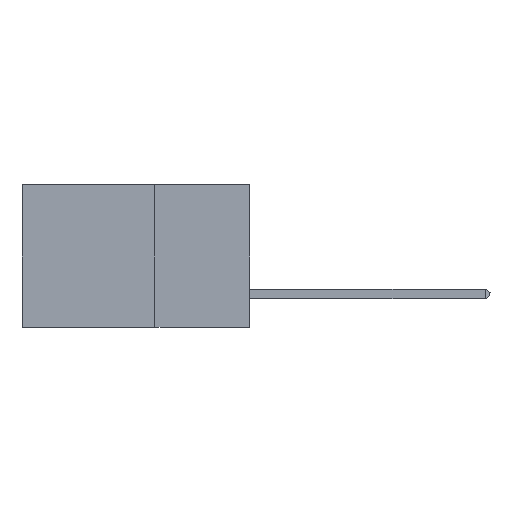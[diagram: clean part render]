
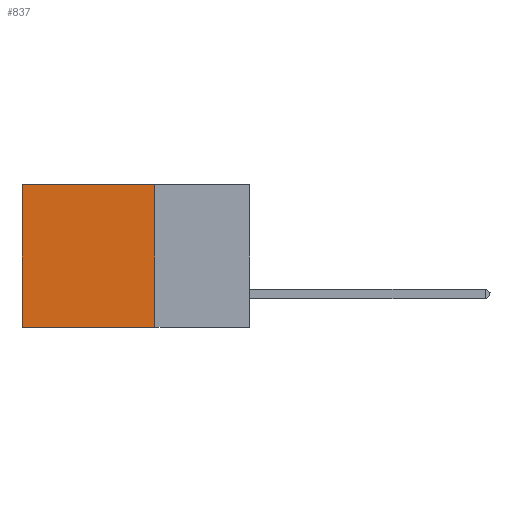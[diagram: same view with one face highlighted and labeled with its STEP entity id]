
A CAD part, left-side view. The second image highlights one B-rep face of the part: STEP entity #837.
In plain terms, the highlighted planar face has unit normal (-1, 0, 0).
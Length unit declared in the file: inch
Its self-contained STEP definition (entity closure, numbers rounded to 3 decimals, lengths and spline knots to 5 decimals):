
#96 = DIRECTION ( 'NONE',  ( 0., 0., -1. ) ) ;
#419 = VECTOR ( 'NONE', #11094, 39.37008 ) ;
#815 = CARTESIAN_POINT ( 'NONE',  ( 0.2875, 0.25, -0.375 ) ) ;
#837 = ADVANCED_FACE ( 'NONE', ( #4852 ), #17539, .F. ) ;
#1308 = CARTESIAN_POINT ( 'NONE',  ( 0.2875, 0.25, -0.375 ) ) ;
#1633 = ORIENTED_EDGE ( 'NONE', *, *, #16982, .F. ) ;
#2296 = DIRECTION ( 'NONE',  ( 0., 1., 0. ) ) ;
#2561 = CARTESIAN_POINT ( 'NONE',  ( 0.2875, 0.25, 0. ) ) ;
#2829 = DIRECTION ( 'NONE',  ( 0., 0., -1. ) ) ;
#3217 = ORIENTED_EDGE ( 'NONE', *, *, #13360, .T. ) ;
#4438 = LINE ( 'NONE', #15650, #419 ) ;
#4852 = FACE_OUTER_BOUND ( 'NONE', #14370, .T. ) ;
#5712 = ORIENTED_EDGE ( 'NONE', *, *, #19120, .T. ) ;
#5920 = VECTOR ( 'NONE', #14364, 39.37008 ) ;
#6018 = VERTEX_POINT ( 'NONE', #815 ) ;
#6372 = CARTESIAN_POINT ( 'NONE',  ( 0.2875, 0.6, -0.375 ) ) ;
#6395 = EDGE_CURVE ( 'NONE', #15839, #6018, #12452, .T. ) ;
#6784 = AXIS2_PLACEMENT_3D ( 'NONE', #17325, #9438, #2829 ) ;
#7231 = CARTESIAN_POINT ( 'NONE',  ( 0.2875, 0.6, 0. ) ) ;
#8870 = LINE ( 'NONE', #6372, #20453 ) ;
#9438 = DIRECTION ( 'NONE',  ( 1., 0., 0. ) ) ;
#11094 = DIRECTION ( 'NONE',  ( 0., 1., 0. ) ) ;
#11920 = CARTESIAN_POINT ( 'NONE',  ( 0.2875, 0.6, -0.375 ) ) ;
#12452 = LINE ( 'NONE', #1308, #5920 ) ;
#13018 = LINE ( 'NONE', #2561, #14258 ) ;
#13360 = EDGE_CURVE ( 'NONE', #18284, #15598, #8870, .T. ) ;
#14258 = VECTOR ( 'NONE', #2296, 39.37008 ) ;
#14364 = DIRECTION ( 'NONE',  ( 0., 0., -1. ) ) ;
#14370 = EDGE_LOOP ( 'NONE', ( #3217, #1633, #20612, #5712 ) ) ;
#15598 = VERTEX_POINT ( 'NONE', #11920 ) ;
#15650 = CARTESIAN_POINT ( 'NONE',  ( 0.2875, 0.25, -0.375 ) ) ;
#15839 = VERTEX_POINT ( 'NONE', #20462 ) ;
#16982 = EDGE_CURVE ( 'NONE', #6018, #15598, #4438, .T. ) ;
#17325 = CARTESIAN_POINT ( 'NONE',  ( 0.2875, 0.25, -0.375 ) ) ;
#17539 = PLANE ( 'NONE',  #6784 ) ;
#18284 = VERTEX_POINT ( 'NONE', #7231 ) ;
#19120 = EDGE_CURVE ( 'NONE', #15839, #18284, #13018, .T. ) ;
#20453 = VECTOR ( 'NONE', #96, 39.37008 ) ;
#20462 = CARTESIAN_POINT ( 'NONE',  ( 0.2875, 0.25, 0. ) ) ;
#20612 = ORIENTED_EDGE ( 'NONE', *, *, #6395, .F. ) ;
